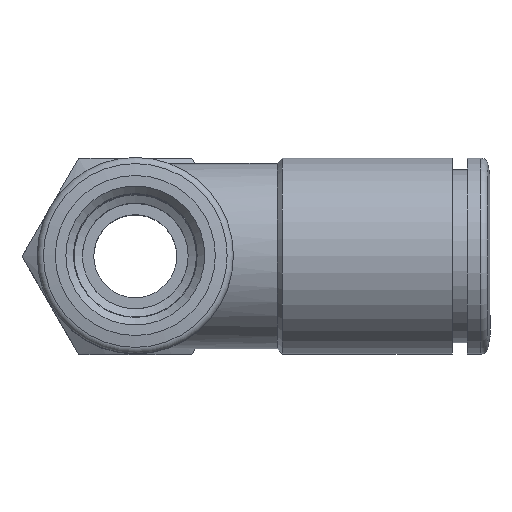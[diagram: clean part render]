
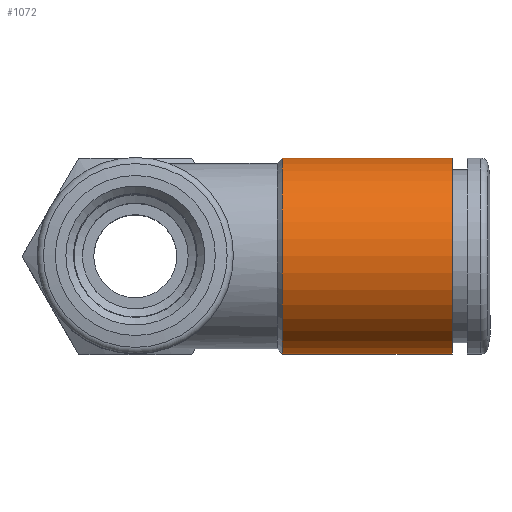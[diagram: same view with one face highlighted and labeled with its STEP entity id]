
A CAD part, top view. The second image highlights one B-rep face of the part: STEP entity #1072.
In plain terms, the highlighted cylindrical face has radius 6.5 mm (diameter 13 mm), a full revolution.
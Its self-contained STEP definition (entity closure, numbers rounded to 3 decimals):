
#161=FACE_BOUND('',#434,.T.);
#201=CYLINDRICAL_SURFACE('',#1231,6.5);
#290=FACE_OUTER_BOUND('',#433,.T.);
#433=EDGE_LOOP('',(#652));
#434=EDGE_LOOP('',(#653));
#652=ORIENTED_EDGE('',*,*,#796,.T.);
#653=ORIENTED_EDGE('',*,*,#795,.F.);
#795=EDGE_CURVE('',#896,#896,#978,.T.);
#796=EDGE_CURVE('',#897,#897,#979,.T.);
#896=VERTEX_POINT('',#2142);
#897=VERTEX_POINT('',#2145);
#978=CIRCLE('',#1230,6.5);
#979=CIRCLE('',#1232,6.5);
#1072=ADVANCED_FACE('',(#290,#161),#201,.T.);
#1230=AXIS2_PLACEMENT_3D('',#2143,#1546,#1547);
#1231=AXIS2_PLACEMENT_3D('',#2144,#1548,#1549);
#1232=AXIS2_PLACEMENT_3D('',#2146,#1550,#1551);
#1546=DIRECTION('center_axis',(1.,0.,0.));
#1547=DIRECTION('ref_axis',(0.,0.,-1.));
#1548=DIRECTION('center_axis',(1.,0.,0.));
#1549=DIRECTION('ref_axis',(0.,0.,-1.));
#1550=DIRECTION('center_axis',(1.,0.,0.));
#1551=DIRECTION('ref_axis',(0.,0.,-1.));
#2142=CARTESIAN_POINT('',(41.45,12.801,22.94));
#2143=CARTESIAN_POINT('Origin',(41.45,12.801,29.44));
#2144=CARTESIAN_POINT('Origin',(30.2,12.801,29.44));
#2145=CARTESIAN_POINT('',(30.2,12.801,22.94));
#2146=CARTESIAN_POINT('Origin',(30.2,12.801,29.44));
